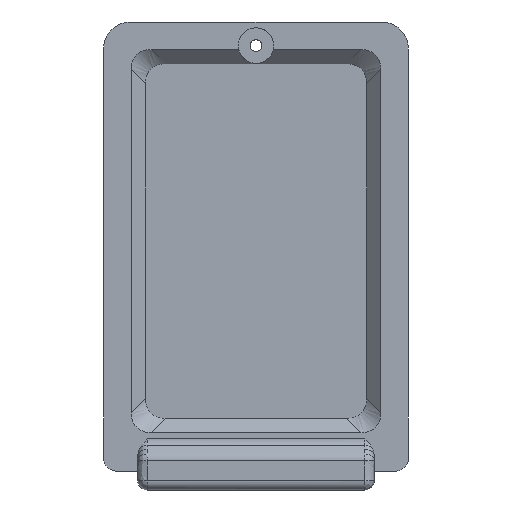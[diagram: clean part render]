
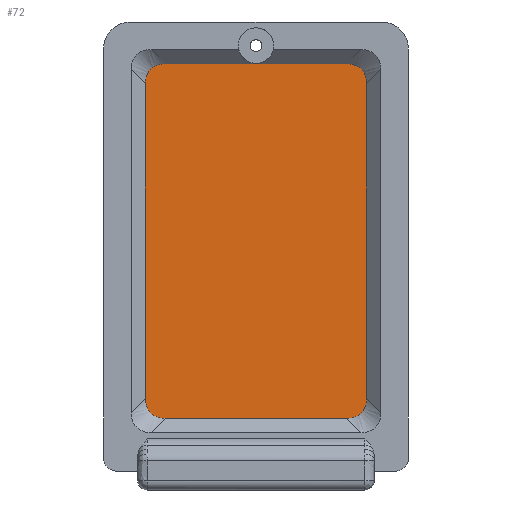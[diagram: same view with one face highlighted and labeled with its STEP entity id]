
A CAD part, left-side view. The second image highlights one B-rep face of the part: STEP entity #72.
In plain terms, the highlighted planar face has unit normal (-1, 0, 0).
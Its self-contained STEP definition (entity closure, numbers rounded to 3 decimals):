
#72=ADVANCED_FACE('',(#145),#1075,.T.);
#145=FACE_OUTER_BOUND('',#221,.T.);
#221=EDGE_LOOP('',(#445,#446,#447,#448,#449,#450,#451,#452));
#445=ORIENTED_EDGE('',*,*,#690,.T.);
#446=ORIENTED_EDGE('',*,*,#703,.T.);
#447=ORIENTED_EDGE('',*,*,#666,.T.);
#448=ORIENTED_EDGE('',*,*,#704,.T.);
#449=ORIENTED_EDGE('',*,*,#698,.T.);
#450=ORIENTED_EDGE('',*,*,#705,.T.);
#451=ORIENTED_EDGE('',*,*,#692,.T.);
#452=ORIENTED_EDGE('',*,*,#702,.T.);
#666=EDGE_CURVE('',#1007,#1006,#812,.T.);
#690=EDGE_CURVE('',#1015,#1018,#826,.T.);
#692=EDGE_CURVE('',#1020,#1014,#828,.T.);
#698=EDGE_CURVE('',#1024,#1022,#834,.T.);
#702=EDGE_CURVE('',#1014,#1015,#909,.T.);
#703=EDGE_CURVE('',#1018,#1007,#910,.T.);
#704=EDGE_CURVE('',#1006,#1024,#911,.T.);
#705=EDGE_CURVE('',#1022,#1020,#912,.T.);
#812=B_SPLINE_CURVE_WITH_KNOTS('',1,(#2543,#2544),.UNSPECIFIED.,.F.,.F.,
(2,2),(-38.358,0.),.UNSPECIFIED.);
#826=B_SPLINE_CURVE_WITH_KNOTS('',1,(#2605,#2606),.UNSPECIFIED.,.F.,.F.,
(2,2),(-66.558,0.),.UNSPECIFIED.);
#828=B_SPLINE_CURVE_WITH_KNOTS('',1,(#2609,#2610),.UNSPECIFIED.,.F.,.F.,
(2,2),(-38.358,0.),.UNSPECIFIED.);
#834=B_SPLINE_CURVE_WITH_KNOTS('',1,(#2621,#2622),.UNSPECIFIED.,.F.,.F.,
(2,2),(-66.558,0.),.UNSPECIFIED.);
#909=(
BOUNDED_CURVE()
B_SPLINE_CURVE(2,(#2629,#2630,#2631,#2632,#2633),.UNSPECIFIED.,.F.,.F.)
B_SPLINE_CURVE_WITH_KNOTS((3,2,3),(0.,3.577,7.153),
 .UNSPECIFIED.)
CURVE()
GEOMETRIC_REPRESENTATION_ITEM()
RATIONAL_B_SPLINE_CURVE((1.,0.966,1.,0.966,1.))
REPRESENTATION_ITEM('')
);
#910=(
BOUNDED_CURVE()
B_SPLINE_CURVE(2,(#2634,#2635,#2636,#2637,#2638),.UNSPECIFIED.,.F.,.F.)
B_SPLINE_CURVE_WITH_KNOTS((3,2,3),(0.,3.577,7.153),
 .UNSPECIFIED.)
CURVE()
GEOMETRIC_REPRESENTATION_ITEM()
RATIONAL_B_SPLINE_CURVE((1.,0.966,1.,0.966,1.))
REPRESENTATION_ITEM('')
);
#911=(
BOUNDED_CURVE()
B_SPLINE_CURVE(2,(#2639,#2640,#2641,#2642,#2643),.UNSPECIFIED.,.F.,.F.)
B_SPLINE_CURVE_WITH_KNOTS((3,2,3),(0.,3.577,7.153),
 .UNSPECIFIED.)
CURVE()
GEOMETRIC_REPRESENTATION_ITEM()
RATIONAL_B_SPLINE_CURVE((1.,0.966,1.,0.966,1.))
REPRESENTATION_ITEM('')
);
#912=(
BOUNDED_CURVE()
B_SPLINE_CURVE(2,(#2644,#2645,#2646,#2647,#2648),.UNSPECIFIED.,.F.,.F.)
B_SPLINE_CURVE_WITH_KNOTS((3,2,3),(0.,3.577,7.153),
 .UNSPECIFIED.)
CURVE()
GEOMETRIC_REPRESENTATION_ITEM()
RATIONAL_B_SPLINE_CURVE((1.,0.966,1.,0.966,1.))
REPRESENTATION_ITEM('')
);
#1006=VERTEX_POINT('',#2314);
#1007=VERTEX_POINT('',#2315);
#1014=VERTEX_POINT('',#2322);
#1015=VERTEX_POINT('',#2323);
#1018=VERTEX_POINT('',#2326);
#1020=VERTEX_POINT('',#2328);
#1022=VERTEX_POINT('',#2330);
#1024=VERTEX_POINT('',#2332);
#1075=PLANE('',#1164);
#1164=AXIS2_PLACEMENT_3D('',#1920,#1194,$);
#1194=DIRECTION('',(-1.,0.,0.));
#1920=CARTESIAN_POINT('',(3.519,23.904,-53.669));
#2314=CARTESIAN_POINT('',(3.519,71.309,28.998));
#2315=CARTESIAN_POINT('',(3.519,32.951,28.998));
#2322=CARTESIAN_POINT('',(3.519,32.951,-46.045));
#2323=CARTESIAN_POINT('',(3.519,28.708,-41.802));
#2326=CARTESIAN_POINT('',(3.519,28.708,24.756));
#2328=CARTESIAN_POINT('',(3.519,71.309,-46.045));
#2330=CARTESIAN_POINT('',(3.519,75.552,-41.802));
#2332=CARTESIAN_POINT('',(3.519,75.552,24.756));
#2543=CARTESIAN_POINT('',(3.519,32.951,28.998));
#2544=CARTESIAN_POINT('',(3.519,71.309,28.998));
#2605=CARTESIAN_POINT('',(3.519,28.708,-41.802));
#2606=CARTESIAN_POINT('',(3.519,28.708,24.756));
#2609=CARTESIAN_POINT('',(3.519,71.309,-46.045));
#2610=CARTESIAN_POINT('',(3.519,32.951,-46.045));
#2621=CARTESIAN_POINT('',(3.519,75.552,24.756));
#2622=CARTESIAN_POINT('',(3.519,75.552,-41.802));
#2629=CARTESIAN_POINT('',(3.519,32.951,-46.045));
#2630=CARTESIAN_POINT('',(3.519,30.982,-46.045));
#2631=CARTESIAN_POINT('',(3.519,29.845,-44.908));
#2632=CARTESIAN_POINT('',(3.519,28.708,-43.771));
#2633=CARTESIAN_POINT('',(3.519,28.708,-41.802));
#2634=CARTESIAN_POINT('',(3.519,28.708,24.756));
#2635=CARTESIAN_POINT('',(3.519,28.708,26.725));
#2636=CARTESIAN_POINT('',(3.519,29.845,27.862));
#2637=CARTESIAN_POINT('',(3.519,30.982,28.998));
#2638=CARTESIAN_POINT('',(3.519,32.951,28.998));
#2639=CARTESIAN_POINT('',(3.519,71.309,28.998));
#2640=CARTESIAN_POINT('',(3.519,73.278,28.998));
#2641=CARTESIAN_POINT('',(3.519,74.415,27.862));
#2642=CARTESIAN_POINT('',(3.519,75.552,26.725));
#2643=CARTESIAN_POINT('',(3.519,75.552,24.756));
#2644=CARTESIAN_POINT('',(3.519,75.552,-41.802));
#2645=CARTESIAN_POINT('',(3.519,75.552,-43.771));
#2646=CARTESIAN_POINT('',(3.519,74.415,-44.908));
#2647=CARTESIAN_POINT('',(3.519,73.278,-46.045));
#2648=CARTESIAN_POINT('',(3.519,71.309,-46.045));
